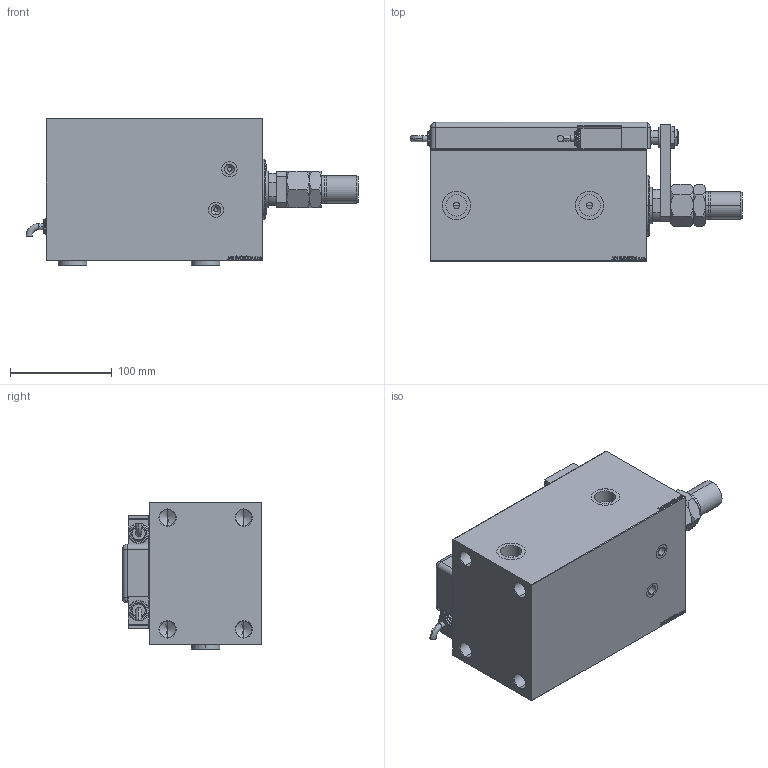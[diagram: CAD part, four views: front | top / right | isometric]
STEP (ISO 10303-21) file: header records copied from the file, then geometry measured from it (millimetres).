
FILE_DESCRIPTION (( 'STEP AP203' ), '1' );
FILE_NAME ('e005.STEP', '2021-08-27T10:18:10', ( '' ), ( '' ), 'SwSTEP 2.0', 'SolidWorks 2019', '' );
FILE_SCHEMA (( 'CONFIG_CONTROL_DESIGN' ));
Length unit declared in the file: millimetre
Products named in the file (16): V450CP_B_VCP 7ba74ad0219fcfd3bccbf8da9a2b868f; SWITCH DIM A_G 7ba74ad0219fcfd3bccbf8da9a2b868f; e005; SWITCH_Q_FRONT_BACK 7ba74ad0219fcfd3bccbf8da9a2b868f; KRYT 7ba74ad0219fcfd3bccbf8da9a2b868f; SWITCH Q 7ba74ad0219fcfd3bccbf8da9a2b868f; V450CM_MALE_METRIC 7ba74ad0219fcfd3bccbf8da9a2b868f; V450CP_VC_B 7ba74ad0219fcfd3bccbf8da9a2b868f; MAGNETIC SWITCH Q 7ba74ad0219fcfd3bccbf8da9a2b868f; Q_T_W_MTA 7ba74ad0219fcfd3bccbf8da9a2b868f; TYC 7ba74ad0219fcfd3bccbf8da9a2b868f; NUT_D13 7ba74ad0219fcfd3bccbf8da9a2b868f; PLUG 7ba74ad0219fcfd3bccbf8da9a2b868f; NUT_D19 7ba74ad0219fcfd3bccbf8da9a2b868f; ZARAZKA_Q 7ba74ad0219fcfd3bccbf8da9a2b868f; V450CP_B 7ba74ad0219fcfd3bccbf8da9a2b868f
Assembly tree (17 placements, depth 3):
  e005
    V450CP_B 7ba74ad0219fcfd3bccbf8da9a2b868f
    V450CP_B_VCP 7ba74ad0219fcfd3bccbf8da9a2b868f
    V450CP_VC_B 7ba74ad0219fcfd3bccbf8da9a2b868f
    MAGNETIC SWITCH Q 7ba74ad0219fcfd3bccbf8da9a2b868f
      SWITCH_Q_FRONT_BACK 7ba74ad0219fcfd3bccbf8da9a2b868f
      TYC 7ba74ad0219fcfd3bccbf8da9a2b868f
      ZARAZKA_Q 7ba74ad0219fcfd3bccbf8da9a2b868f
      SWITCH DIM A_G 7ba74ad0219fcfd3bccbf8da9a2b868f
      NUT_D19 7ba74ad0219fcfd3bccbf8da9a2b868f
      NUT_D13 7ba74ad0219fcfd3bccbf8da9a2b868f
      KRYT 7ba74ad0219fcfd3bccbf8da9a2b868f
      SWITCH Q 7ba74ad0219fcfd3bccbf8da9a2b868f  x2
    Q_T_W_MTA 7ba74ad0219fcfd3bccbf8da9a2b868f
    PLUG 7ba74ad0219fcfd3bccbf8da9a2b868f  x2
    V450CM_MALE_METRIC 7ba74ad0219fcfd3bccbf8da9a2b868f
Bounding box: 326.76 x 136.8 x 144.9 mm (x, y, z)
Volume: 3099748.5 mm3; surface area: 380067.7 mm2
Topology: 17 solids, 17 shells, 1405 faces, 3498 edges, 2269 vertices
Faces by surface type: plane 665, bspline 471, cylinder 147, cone 90, torus 30, sphere 2
Entity records: 64092 total; most frequent: CARTESIAN_POINT 33303, ORIENTED_EDGE 6688, DIRECTION 4496, EDGE_CURVE 3344, VERTEX_POINT 2185, VECTOR 1944, LINE 1944, EDGE_LOOP 1527
